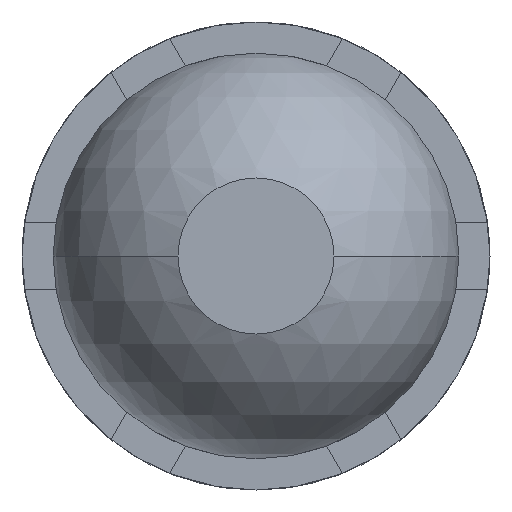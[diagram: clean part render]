
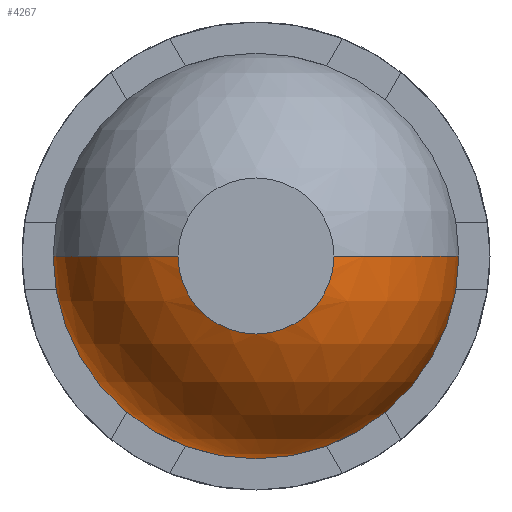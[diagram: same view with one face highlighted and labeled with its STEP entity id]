
A CAD part, front view. The second image highlights one B-rep face of the part: STEP entity #4267.
In plain terms, the highlighted spherical face has radius 0.39 mm.
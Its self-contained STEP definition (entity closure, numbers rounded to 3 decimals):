
#19 = ORIENTED_EDGE ( 'NONE', *, *, #3223, .F. ) ;
#164 = DIRECTION ( 'NONE',  ( 0., -1., 0. ) ) ;
#201 = ORIENTED_EDGE ( 'NONE', *, *, #2982, .F. ) ;
#216 = CIRCLE ( 'NONE', #2027, 0.39 ) ;
#236 = ORIENTED_EDGE ( 'NONE', *, *, #4290, .F. ) ;
#424 = CARTESIAN_POINT ( 'NONE',  ( 0., -36.3, 0. ) ) ;
#546 = CIRCLE ( 'NONE', #3183, 0.39 ) ;
#633 = AXIS2_PLACEMENT_3D ( 'NONE', #424, #1376, #4190 ) ;
#709 = VERTEX_POINT ( 'NONE', #4259 ) ;
#772 = CARTESIAN_POINT ( 'NONE',  ( 0., -35.94, 0. ) ) ;
#843 = DIRECTION ( 'NONE',  ( 0., 0., 1. ) ) ;
#928 = VERTEX_POINT ( 'NONE', #2447 ) ;
#1004 = CIRCLE ( 'NONE', #633, 0.15 ) ;
#1048 = DIRECTION ( 'NONE',  ( 1., 0., 0. ) ) ;
#1055 = AXIS2_PLACEMENT_3D ( 'NONE', #3494, #3825, #843 ) ;
#1147 = VERTEX_POINT ( 'NONE', #4114 ) ;
#1376 = DIRECTION ( 'NONE',  ( 0., -1., 0. ) ) ;
#1443 = CARTESIAN_POINT ( 'NONE',  ( 0., -36.3, -0.15 ) ) ;
#1496 = SPHERICAL_SURFACE ( 'NONE', #2081, 0.39 ) ;
#1548 = DIRECTION ( 'NONE',  ( 0., 1., 0. ) ) ;
#1586 = DIRECTION ( 'NONE',  ( 0., 0., -1. ) ) ;
#1680 = CARTESIAN_POINT ( 'NONE',  ( -0.15, -36.3, 0. ) ) ;
#1724 = CARTESIAN_POINT ( 'NONE',  ( 0., -35.94, 0. ) ) ;
#1739 = CARTESIAN_POINT ( 'NONE',  ( -0.39, -35.94, 0. ) ) ;
#1862 = EDGE_CURVE ( 'NONE', #2204, #4303, #3037, .T. ) ;
#1988 = CIRCLE ( 'NONE', #2995, 0.15 ) ;
#2027 = AXIS2_PLACEMENT_3D ( 'NONE', #1724, #4066, #1048 ) ;
#2081 = AXIS2_PLACEMENT_3D ( 'NONE', #772, #3096, #3432 ) ;
#2154 = CARTESIAN_POINT ( 'NONE',  ( 0., -36.3, 0. ) ) ;
#2204 = VERTEX_POINT ( 'NONE', #1680 ) ;
#2264 = ORIENTED_EDGE ( 'NONE', *, *, #1862, .T. ) ;
#2291 = AXIS2_PLACEMENT_3D ( 'NONE', #3564, #1586, #3910 ) ;
#2382 = ORIENTED_EDGE ( 'NONE', *, *, #3690, .F. ) ;
#2447 = CARTESIAN_POINT ( 'NONE',  ( 0., -35.94, -0.39 ) ) ;
#2492 = DIRECTION ( 'NONE',  ( 0., 0., -1. ) ) ;
#2839 = FACE_OUTER_BOUND ( 'NONE', #3676, .T. ) ;
#2840 = CARTESIAN_POINT ( 'NONE',  ( 0., -35.94, 0. ) ) ;
#2982 = EDGE_CURVE ( 'NONE', #2204, #3429, #1004, .T. ) ;
#2995 = AXIS2_PLACEMENT_3D ( 'NONE', #2154, #164, #2492 ) ;
#3037 = CIRCLE ( 'NONE', #2291, 0.39 ) ;
#3096 = DIRECTION ( 'NONE',  ( 0., 0., -1. ) ) ;
#3102 = ORIENTED_EDGE ( 'NONE', *, *, #4168, .F. ) ;
#3183 = AXIS2_PLACEMENT_3D ( 'NONE', #2840, #1548, #3502 ) ;
#3223 = EDGE_CURVE ( 'NONE', #1147, #928, #546, .T. ) ;
#3429 = VERTEX_POINT ( 'NONE', #1443 ) ;
#3432 = DIRECTION ( 'NONE',  ( 1., 0., 0. ) ) ;
#3494 = CARTESIAN_POINT ( 'NONE',  ( 0., -35.94, 0. ) ) ;
#3502 = DIRECTION ( 'NONE',  ( 0., 0., 1. ) ) ;
#3564 = CARTESIAN_POINT ( 'NONE',  ( 0., -35.94, 0. ) ) ;
#3676 = EDGE_LOOP ( 'NONE', ( #201, #2264, #3102, #19, #236, #2382 ) ) ;
#3690 = EDGE_CURVE ( 'NONE', #3429, #709, #1988, .T. ) ;
#3825 = DIRECTION ( 'NONE',  ( 0., 1., 0. ) ) ;
#3874 = CIRCLE ( 'NONE', #1055, 0.39 ) ;
#3910 = DIRECTION ( 'NONE',  ( -1., 0., 0. ) ) ;
#4066 = DIRECTION ( 'NONE',  ( 0., 0., 1. ) ) ;
#4114 = CARTESIAN_POINT ( 'NONE',  ( 0.39, -35.94, 0. ) ) ;
#4168 = EDGE_CURVE ( 'NONE', #928, #4303, #3874, .T. ) ;
#4190 = DIRECTION ( 'NONE',  ( 0., 0., -1. ) ) ;
#4259 = CARTESIAN_POINT ( 'NONE',  ( 0.15, -36.3, 0. ) ) ;
#4267 = ADVANCED_FACE ( 'NONE', ( #2839 ), #1496, .T. ) ;
#4290 = EDGE_CURVE ( 'NONE', #709, #1147, #216, .T. ) ;
#4303 = VERTEX_POINT ( 'NONE', #1739 ) ;
